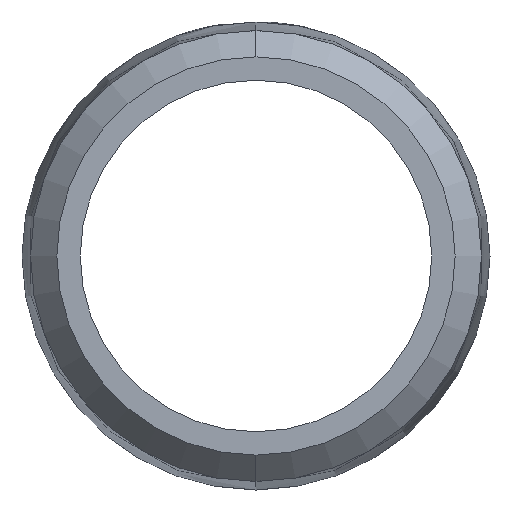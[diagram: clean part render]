
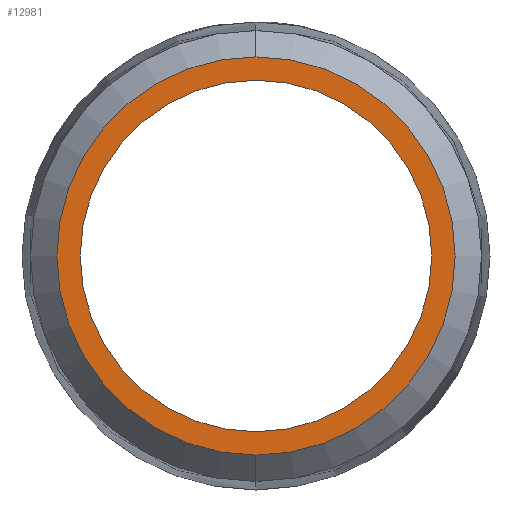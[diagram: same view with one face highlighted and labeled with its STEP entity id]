
A CAD part, left-side view. The second image highlights one B-rep face of the part: STEP entity #12981.
In plain terms, the highlighted planar face has unit normal (-1, 0, 0).
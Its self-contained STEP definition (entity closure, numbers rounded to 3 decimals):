
#243 = AXIS2_PLACEMENT_3D ( 'NONE', #15765, #10457, #13123 ) ;
#457 = CARTESIAN_POINT ( 'NONE',  ( -30., 0., 9.064 ) ) ;
#584 = DIRECTION ( 'NONE',  ( 0., 0., 1. ) ) ;
#705 = CARTESIAN_POINT ( 'NONE',  ( -30., 0., 0. ) ) ;
#1426 = DIRECTION ( 'NONE',  ( -1., 0., 0. ) ) ;
#1681 = CIRCLE ( 'NONE', #9396, 9.064 ) ;
#1873 = CIRCLE ( 'NONE', #8018, 8. ) ;
#2527 = PLANE ( 'NONE',  #243 ) ;
#2863 = CARTESIAN_POINT ( 'NONE',  ( -30., 0., -9.064 ) ) ;
#3542 = AXIS2_PLACEMENT_3D ( 'NONE', #705, #7586, #4827 ) ;
#3988 = VERTEX_POINT ( 'NONE', #2863 ) ;
#4212 = CARTESIAN_POINT ( 'NONE',  ( -30., 0., 8. ) ) ;
#4827 = DIRECTION ( 'NONE',  ( 0., 0., 1. ) ) ;
#5317 = ORIENTED_EDGE ( 'NONE', *, *, #7800, .F. ) ;
#5771 = FACE_OUTER_BOUND ( 'NONE', #11537, .T. ) ;
#6824 = ORIENTED_EDGE ( 'NONE', *, *, #8558, .T. ) ;
#6996 = CARTESIAN_POINT ( 'NONE',  ( -30., 0., 0. ) ) ;
#7474 = FACE_BOUND ( 'NONE', #15234, .T. ) ;
#7586 = DIRECTION ( 'NONE',  ( -1., 0., 0. ) ) ;
#7702 = ORIENTED_EDGE ( 'NONE', *, *, #11366, .T. ) ;
#7800 = EDGE_CURVE ( 'NONE', #10629, #11322, #10507, .T. ) ;
#8018 = AXIS2_PLACEMENT_3D ( 'NONE', #12613, #12498, #584 ) ;
#8192 = ORIENTED_EDGE ( 'NONE', *, *, #16517, .F. ) ;
#8439 = CARTESIAN_POINT ( 'NONE',  ( -30., 0., 0. ) ) ;
#8558 = EDGE_CURVE ( 'NONE', #9963, #3988, #16118, .T. ) ;
#9233 = CARTESIAN_POINT ( 'NONE',  ( -30., 0., -8. ) ) ;
#9396 = AXIS2_PLACEMENT_3D ( 'NONE', #6996, #1426, #10731 ) ;
#9705 = AXIS2_PLACEMENT_3D ( 'NONE', #8439, #12405, #14949 ) ;
#9963 = VERTEX_POINT ( 'NONE', #457 ) ;
#10457 = DIRECTION ( 'NONE',  ( 1., 0., 0. ) ) ;
#10507 = CIRCLE ( 'NONE', #3542, 8. ) ;
#10629 = VERTEX_POINT ( 'NONE', #9233 ) ;
#10731 = DIRECTION ( 'NONE',  ( 0., 0., 1. ) ) ;
#11322 = VERTEX_POINT ( 'NONE', #4212 ) ;
#11366 = EDGE_CURVE ( 'NONE', #3988, #9963, #1681, .T. ) ;
#11537 = EDGE_LOOP ( 'NONE', ( #7702, #6824 ) ) ;
#12405 = DIRECTION ( 'NONE',  ( -1., 0., 0. ) ) ;
#12498 = DIRECTION ( 'NONE',  ( -1., 0., 0. ) ) ;
#12613 = CARTESIAN_POINT ( 'NONE',  ( -30., 0., 0. ) ) ;
#12981 = ADVANCED_FACE ( 'NONE', ( #7474, #5771 ), #2527, .F. ) ;
#13123 = DIRECTION ( 'NONE',  ( 0., 0., -1. ) ) ;
#14949 = DIRECTION ( 'NONE',  ( 0., 0., 1. ) ) ;
#15234 = EDGE_LOOP ( 'NONE', ( #8192, #5317 ) ) ;
#15765 = CARTESIAN_POINT ( 'NONE',  ( -30., 8., 0. ) ) ;
#16118 = CIRCLE ( 'NONE', #9705, 9.064 ) ;
#16517 = EDGE_CURVE ( 'NONE', #11322, #10629, #1873, .T. ) ;
